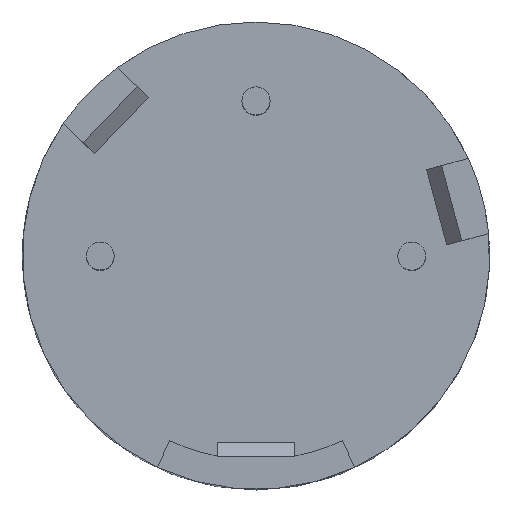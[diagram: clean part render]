
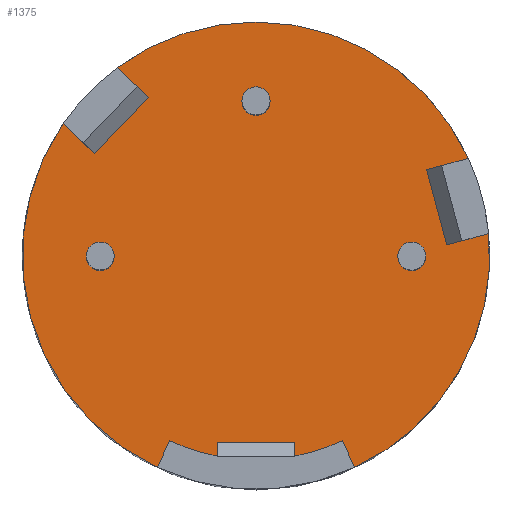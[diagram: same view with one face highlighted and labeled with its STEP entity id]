
A CAD part, top view. The second image highlights one B-rep face of the part: STEP entity #1375.
In plain terms, the highlighted planar face has unit normal (0, 0, 1).
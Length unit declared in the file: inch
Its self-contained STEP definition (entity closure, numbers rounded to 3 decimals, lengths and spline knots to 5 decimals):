
#87=DIRECTION('',(0.719,-0.695,0.));
#88=VECTOR('',#87,0.0279);
#89=CARTESIAN_POINT('',(-0.12376,0.08476,0.23));
#90=LINE('',#89,#88);
#94=DIRECTION('',(-0.719,0.695,0.));
#95=VECTOR('',#94,0.0279);
#96=CARTESIAN_POINT('',(-0.06895,0.10134,0.23));
#97=LINE('',#96,#95);
#101=CARTESIAN_POINT('',(0.,0.,0.23));
#102=DIRECTION('',(0.,0.,1.));
#103=DIRECTION('',(0.,1.,0.));
#104=AXIS2_PLACEMENT_3D('',#101,#102,#103);
#109=CARTESIAN_POINT('',(0.,0.,0.23));
#110=DIRECTION('',(0.,0.,-1.));
#111=DIRECTION('',(0.,1.,0.));
#112=AXIS2_PLACEMENT_3D('',#109,#110,#111);
#117=DIRECTION('',(-0.966,-0.259,0.));
#118=VECTOR('',#117,0.0279);
#119=CARTESIAN_POINT('',(0.13639,0.06243,0.23));
#120=LINE('',#119,#118);
#124=DIRECTION('',(0.966,0.259,0.));
#125=VECTOR('',#124,0.0279);
#126=CARTESIAN_POINT('',(0.12238,0.00691,0.23));
#127=LINE('',#126,#125);
#131=CARTESIAN_POINT('',(0.,0.,0.23));
#132=DIRECTION('',(0.,0.,-1.));
#133=DIRECTION('',(0.996,0.094,0.));
#134=AXIS2_PLACEMENT_3D('',#131,#132,#133);
#139=DIRECTION('',(-0.423,0.906,0.));
#140=VECTOR('',#139,0.019);
#141=CARTESIAN_POINT('',(0.06339,-0.13595,0.23));
#142=LINE('',#141,#140);
#146=DIRECTION('',(-0.423,-0.906,0.));
#147=VECTOR('',#146,0.019);
#148=CARTESIAN_POINT('',(-0.05536,-0.11873,0.23));
#149=LINE('',#148,#147);
#153=CARTESIAN_POINT('',(0.,0.,0.23));
#154=DIRECTION('',(0.,0.,1.));
#155=DIRECTION('',(-0.825,0.565,0.));
#156=AXIS2_PLACEMENT_3D('',#153,#154,#155);
#161=CARTESIAN_POINT('',(0.1,-0.00061,0.23));
#162=DIRECTION('',(0.,0.,1.));
#163=DIRECTION('',(-0.42,-0.908,0.));
#164=AXIS2_PLACEMENT_3D('',#161,#162,#163);
#176=CARTESIAN_POINT('',(0.1,-0.00061,0.23));
#177=DIRECTION('',(0.,0.,1.));
#178=DIRECTION('',(0.42,0.908,0.));
#179=AXIS2_PLACEMENT_3D('',#176,#177,#178);
#207=CARTESIAN_POINT('',(-0.1,-0.00054,0.23));
#208=DIRECTION('',(0.,0.,1.));
#209=DIRECTION('',(0.421,-0.907,0.));
#210=AXIS2_PLACEMENT_3D('',#207,#208,#209);
#222=CARTESIAN_POINT('',(-0.1,-0.00054,0.23));
#223=DIRECTION('',(0.,0.,1.));
#224=DIRECTION('',(-0.421,0.907,0.));
#225=AXIS2_PLACEMENT_3D('',#222,#223,#224);
#253=CARTESIAN_POINT('',(0.,0.099,0.23));
#254=DIRECTION('',(0.,0.,1.));
#255=DIRECTION('',(0.,-1.,0.));
#256=AXIS2_PLACEMENT_3D('',#253,#254,#255);
#268=CARTESIAN_POINT('',(0.,0.099,0.23));
#269=DIRECTION('',(0.,0.,1.));
#270=DIRECTION('',(0.,1.,0.));
#271=AXIS2_PLACEMENT_3D('',#268,#269,#270);
#356=DIRECTION('',(0.695,0.719,0.));
#357=VECTOR('',#356,0.05);
#358=CARTESIAN_POINT('',(-0.10369,0.06538,0.23));
#359=LINE('',#358,#357);
#470=DIRECTION('',(0.259,-0.966,0.));
#471=VECTOR('',#470,0.05);
#472=CARTESIAN_POINT('',(0.10944,0.05521,0.23));
#473=LINE('',#472,#471);
#498=CARTESIAN_POINT('',(0.,0.,0.23));
#499=DIRECTION('',(0.,0.,1.));
#500=DIRECTION('',(-0.423,-0.906,0.));
#501=AXIS2_PLACEMENT_3D('',#498,#499,#500);
#520=CARTESIAN_POINT('',(0.,0.,0.23));
#521=DIRECTION('',(0.,0.,1.));
#522=DIRECTION('',(0.191,-0.982,0.));
#523=AXIS2_PLACEMENT_3D('',#520,#521,#522);
#542=DIRECTION('',(0.,-1.,0.));
#543=VECTOR('',#542,0.00859);
#544=CARTESIAN_POINT('',(-0.025,-0.12,0.23));
#545=LINE('',#544,#543);
#556=DIRECTION('',(-1.,0.,0.));
#557=VECTOR('',#556,0.05);
#558=CARTESIAN_POINT('',(0.025,-0.12,0.23));
#559=LINE('',#558,#557);
#584=DIRECTION('',(0.,1.,0.));
#585=VECTOR('',#584,0.00859);
#586=CARTESIAN_POINT('',(0.025,-0.12859,0.23));
#587=LINE('',#586,#585);
#1059=CARTESIAN_POINT('',(0.,0.15,0.23));
#1060=CARTESIAN_POINT('',(0.13639,0.06243,0.23));
#1061=VERTEX_POINT('',#1059);
#1062=VERTEX_POINT('',#1060);
#1071=CARTESIAN_POINT('',(0.14933,0.01413,0.23));
#1072=CARTESIAN_POINT('',(0.06339,-0.13595,0.23));
#1073=VERTEX_POINT('',#1071);
#1074=VERTEX_POINT('',#1072);
#1075=CARTESIAN_POINT('',(-0.06339,-0.13595,0.23));
#1076=VERTEX_POINT('',#1075);
#1109=CARTESIAN_POINT('',(-0.08903,0.12072,0.23));
#1110=VERTEX_POINT('',#1109);
#1113=CARTESIAN_POINT('',(-0.12376,0.08476,0.23));
#1114=VERTEX_POINT('',#1113);
#1207=CARTESIAN_POINT('',(-0.05536,-0.11873,0.23));
#1208=CARTESIAN_POINT('',(-0.025,-0.12859,0.23));
#1209=VERTEX_POINT('',#1207);
#1210=VERTEX_POINT('',#1208);
#1211=CARTESIAN_POINT('',(0.025,-0.12859,0.23));
#1212=CARTESIAN_POINT('',(0.05536,-0.11873,0.23));
#1213=VERTEX_POINT('',#1211);
#1214=VERTEX_POINT('',#1212);
#1219=CARTESIAN_POINT('',(-0.025,-0.12,0.23));
#1220=VERTEX_POINT('',#1219);
#1221=CARTESIAN_POINT('',(0.025,-0.12,0.23));
#1222=VERTEX_POINT('',#1221);
#1223=CARTESIAN_POINT('',(0.10944,0.05521,0.23));
#1224=CARTESIAN_POINT('',(0.12238,0.00691,0.23));
#1225=VERTEX_POINT('',#1223);
#1226=VERTEX_POINT('',#1224);
#1227=CARTESIAN_POINT('',(-0.10369,0.06538,0.23));
#1228=CARTESIAN_POINT('',(-0.06895,0.10134,0.23));
#1229=VERTEX_POINT('',#1227);
#1230=VERTEX_POINT('',#1228);
#1235=CARTESIAN_POINT('',(0.,0.09,0.23));
#1236=CARTESIAN_POINT('',(0.,0.108,0.23));
#1237=VERTEX_POINT('',#1235);
#1238=VERTEX_POINT('',#1236);
#1239=CARTESIAN_POINT('',(-0.09621,-0.00871,0.23));
#1240=CARTESIAN_POINT('',(-0.10379,0.00762,0.23));
#1241=VERTEX_POINT('',#1239);
#1242=VERTEX_POINT('',#1240);
#1243=CARTESIAN_POINT('',(0.09622,-0.00877,0.23));
#1244=CARTESIAN_POINT('',(0.10378,0.00756,0.23));
#1245=VERTEX_POINT('',#1243);
#1246=VERTEX_POINT('',#1244);
#1318=CARTESIAN_POINT('',(0.,0.,0.23));
#1319=DIRECTION('',(0.,0.,1.));
#1320=DIRECTION('',(1.,0.,0.));
#1321=AXIS2_PLACEMENT_3D('',#1318,#1319,#1320);
#1322=PLANE('',#1321);
#1324=ORIENTED_EDGE('',*,*,#1323,.T.);
#1326=ORIENTED_EDGE('',*,*,#1325,.T.);
#1328=ORIENTED_EDGE('',*,*,#1327,.T.);
#1330=ORIENTED_EDGE('',*,*,#1329,.F.);
#1331=ORIENTED_EDGE('',*,*,#1306,.T.);
#1333=ORIENTED_EDGE('',*,*,#1332,.T.);
#1335=ORIENTED_EDGE('',*,*,#1334,.T.);
#1337=ORIENTED_EDGE('',*,*,#1336,.T.);
#1338=ORIENTED_EDGE('',*,*,#1298,.T.);
#1340=ORIENTED_EDGE('',*,*,#1339,.T.);
#1342=ORIENTED_EDGE('',*,*,#1341,.F.);
#1344=ORIENTED_EDGE('',*,*,#1343,.T.);
#1346=ORIENTED_EDGE('',*,*,#1345,.T.);
#1348=ORIENTED_EDGE('',*,*,#1347,.T.);
#1350=ORIENTED_EDGE('',*,*,#1349,.F.);
#1352=ORIENTED_EDGE('',*,*,#1351,.T.);
#1354=ORIENTED_EDGE('',*,*,#1353,.F.);
#1355=EDGE_LOOP('',(#1324,#1326,#1328,#1330,#1331,#1333,#1335,#1337,#1338,#1340,
#1342,#1344,#1346,#1348,#1350,#1352,#1354));
#1356=FACE_OUTER_BOUND('',#1355,.F.);
#1358=ORIENTED_EDGE('',*,*,#1357,.T.);
#1360=ORIENTED_EDGE('',*,*,#1359,.T.);
#1361=EDGE_LOOP('',(#1358,#1360));
#1362=FACE_BOUND('',#1361,.F.);
#1364=ORIENTED_EDGE('',*,*,#1363,.T.);
#1366=ORIENTED_EDGE('',*,*,#1365,.T.);
#1367=EDGE_LOOP('',(#1364,#1366));
#1368=FACE_BOUND('',#1367,.F.);
#1370=ORIENTED_EDGE('',*,*,#1369,.T.);
#1372=ORIENTED_EDGE('',*,*,#1371,.T.);
#1373=EDGE_LOOP('',(#1370,#1372));
#1374=FACE_BOUND('',#1373,.F.);
#105=CIRCLE('',#104,0.15);
#113=CIRCLE('',#112,0.15);
#135=CIRCLE('',#134,0.15);
#157=CIRCLE('',#156,0.15);
#165=CIRCLE('',#164,0.009);
#180=CIRCLE('',#179,0.009);
#211=CIRCLE('',#210,0.009);
#226=CIRCLE('',#225,0.009);
#257=CIRCLE('',#256,0.009);
#272=CIRCLE('',#271,0.009);
#502=CIRCLE('',#501,0.131);
#524=CIRCLE('',#523,0.131);
#1298=EDGE_CURVE('',#1073,#1074,#135,.T.);
#1306=EDGE_CURVE('',#1061,#1062,#113,.T.);
#1323=EDGE_CURVE('',#1114,#1229,#90,.T.);
#1325=EDGE_CURVE('',#1229,#1230,#359,.T.);
#1327=EDGE_CURVE('',#1230,#1110,#97,.T.);
#1329=EDGE_CURVE('',#1061,#1110,#105,.T.);
#1332=EDGE_CURVE('',#1062,#1225,#120,.T.);
#1334=EDGE_CURVE('',#1225,#1226,#473,.T.);
#1336=EDGE_CURVE('',#1226,#1073,#127,.T.);
#1339=EDGE_CURVE('',#1074,#1214,#142,.T.);
#1341=EDGE_CURVE('',#1213,#1214,#524,.T.);
#1343=EDGE_CURVE('',#1213,#1222,#587,.T.);
#1345=EDGE_CURVE('',#1222,#1220,#559,.T.);
#1347=EDGE_CURVE('',#1220,#1210,#545,.T.);
#1349=EDGE_CURVE('',#1209,#1210,#502,.T.);
#1351=EDGE_CURVE('',#1209,#1076,#149,.T.);
#1353=EDGE_CURVE('',#1114,#1076,#157,.T.);
#1357=EDGE_CURVE('',#1241,#1242,#211,.T.);
#1359=EDGE_CURVE('',#1242,#1241,#226,.T.);
#1363=EDGE_CURVE('',#1237,#1238,#257,.T.);
#1365=EDGE_CURVE('',#1238,#1237,#272,.T.);
#1369=EDGE_CURVE('',#1245,#1246,#165,.T.);
#1371=EDGE_CURVE('',#1246,#1245,#180,.T.);
#1375=ADVANCED_FACE('',(#1356,#1362,#1368,#1374),#1322,.T.);
